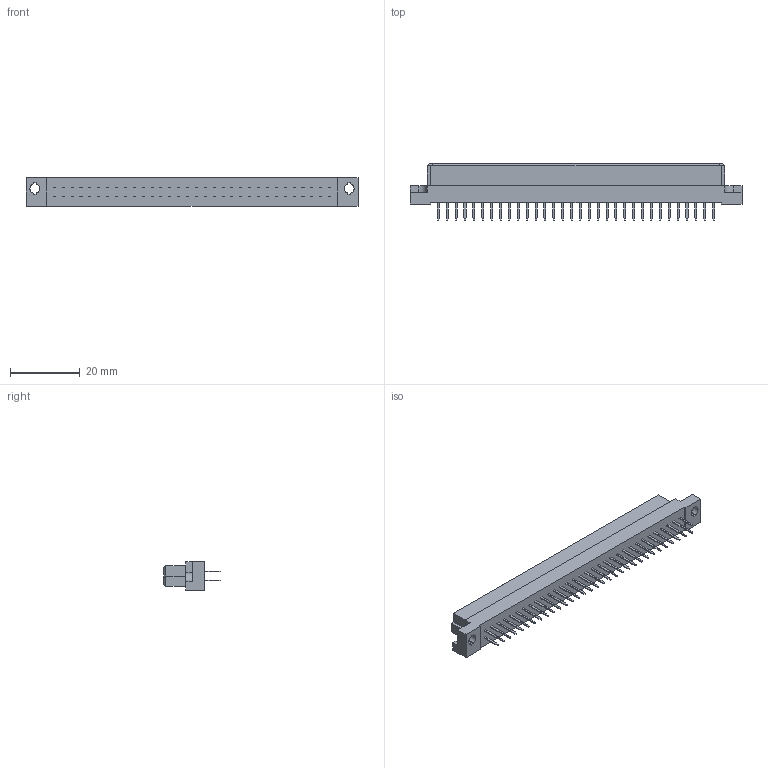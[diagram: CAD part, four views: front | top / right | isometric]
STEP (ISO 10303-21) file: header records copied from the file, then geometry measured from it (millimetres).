
FILE_DESCRIPTION (( 'STEP AP214' ), '1' );
FILE_NAME ('86092646114745V1LF.STEP', '2022-08-12T20:24:22', ( '' ), ( '' ), 'SwSTEP 2.0', 'SolidWorks 2017', '' );
FILE_SCHEMA (( 'AUTOMOTIVE_DESIGN' ));
Length unit declared in the file: millimetre
Products named in the file (2): 86092646114745V1LF; 8609xxx61xxxx5V1LF_86092646114745V1LF
Assembly tree (1 placements, depth 2):
  86092646114745V1LF
    8609xxx61xxxx5V1LF_86092646114745V1LF
Bounding box: 95 x 16.3 x 8.1 mm (x, y, z)
Volume: 6788.6 mm3; surface area: 4309.1 mm2
Topology: 65 solids, 65 shells, 1011 faces, 2440 edges, 1624 vertices
Faces by surface type: plane 877, cylinder 134
Entity records: 29728 total; most frequent: CARTESIAN_POINT 5079, ORIENTED_EDGE 4880, DIRECTION 4738, EDGE_CURVE 2440, LINE 2172, VECTOR 2172, VERTEX_POINT 1624, AXIS2_PLACEMENT_3D 1283
